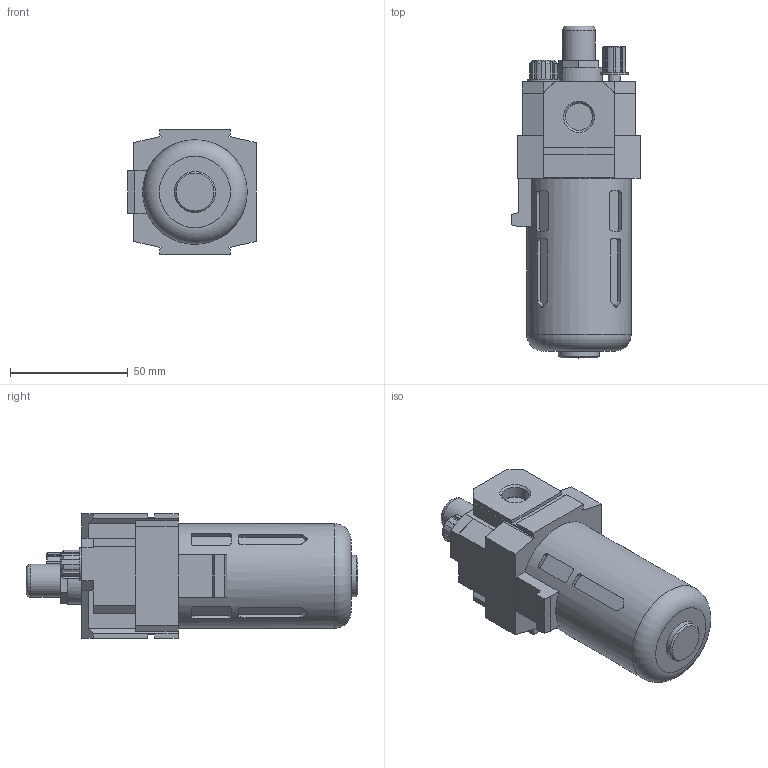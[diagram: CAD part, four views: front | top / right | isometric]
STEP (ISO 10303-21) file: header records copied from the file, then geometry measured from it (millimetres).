
FILE_DESCRIPTION(/* description */ ('STEP AP203'),/* implementation_level */ '2;1');
FILE_NAME(/* name */ 'EIL3000-02',/* time_stamp */ '2025-07-02T17:00:21+02:00',/* author */ ('License CC BY-ND 4.0'),/* organization */ ('CADENAS'),/* preprocessor_version */ 'ST-DEVELOPER v19.3',/* originating_system */ 'PARTsolutions',/* authorisation */ ' ');
FILE_SCHEMA (('CONFIG_CONTROL_DESIGN'));
Length unit declared in the file: millimetre
Products named in the file (1): EIL3000-02
Bounding box: 54.5 x 141 x 53 mm (x, y, z)
Volume: 209124.7 mm3; surface area: 27656.8 mm2
Topology: 1 solids, 1 shells, 273 faces, 731 edges, 482 vertices
Faces by surface type: plane 187, cylinder 68, cone 15, torus 3
Full cylindrical faces by diameter (mm): 3.242 x4, 5 x1, 11.445 x2, 12 x1, 14 x1, 17.5 x1, 44.4 x1
Entity records: 8398 total; most frequent: CARTESIAN_POINT 1743, ORIENTED_EDGE 1392, DIRECTION 1294, EDGE_CURVE 696, VERTEX_POINT 476, LINE 464, VECTOR 464, AXIS2_PLACEMENT_3D 415
